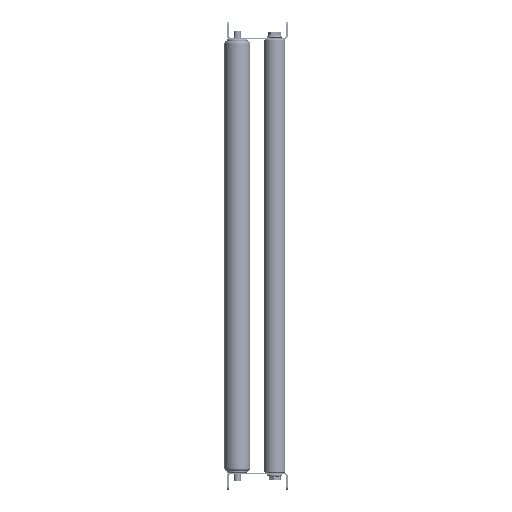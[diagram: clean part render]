
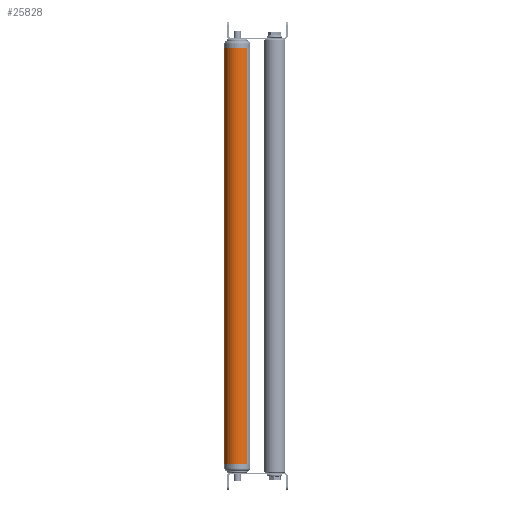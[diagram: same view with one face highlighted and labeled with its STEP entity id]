
A CAD part, left-side view. The second image highlights one B-rep face of the part: STEP entity #25828.
In plain terms, the highlighted cylindrical face has radius 15 mm (diameter 30 mm), a partial arc.
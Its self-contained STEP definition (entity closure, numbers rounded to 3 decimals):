
#156 = DIRECTION ( 'NONE',  ( 0., 0., -1. ) ) ;
#781 = DIRECTION ( 'NONE',  ( -1., 0., 0. ) ) ;
#1063 = LINE ( 'NONE', #21760, #19892 ) ;
#2490 = ORIENTED_EDGE ( 'NONE', *, *, #7929, .T. ) ;
#2558 = CIRCLE ( 'NONE', #12061, 15. ) ;
#2681 = EDGE_LOOP ( 'NONE', ( #19190, #25640, #2490, #19660 ) ) ;
#3533 = DIRECTION ( 'NONE',  ( 1., 0., 0. ) ) ;
#4162 = CARTESIAN_POINT ( 'NONE',  ( 0., 0., -15. ) ) ;
#4953 = VERTEX_POINT ( 'NONE', #20175 ) ;
#5694 = VECTOR ( 'NONE', #8187, 1000. ) ;
#7929 = EDGE_CURVE ( 'NONE', #22756, #4953, #1063, .T. ) ;
#8187 = DIRECTION ( 'NONE',  ( -1., 0., 0. ) ) ;
#8265 = DIRECTION ( 'NONE',  ( 1., 0., 0. ) ) ;
#10669 = EDGE_CURVE ( 'NONE', #18290, #16085, #16061, .T. ) ;
#11837 = EDGE_CURVE ( 'NONE', #22756, #18290, #2558, .T. ) ;
#12061 = AXIS2_PLACEMENT_3D ( 'NONE', #20738, #8265, #18719 ) ;
#12218 = CIRCLE ( 'NONE', #18266, 15. ) ;
#13812 = CARTESIAN_POINT ( 'NONE',  ( 0., 0., 0. ) ) ;
#14774 = EDGE_CURVE ( 'NONE', #4953, #16085, #12218, .T. ) ;
#16061 = LINE ( 'NONE', #24326, #5694 ) ;
#16085 = VERTEX_POINT ( 'NONE', #4162 ) ;
#16707 = CARTESIAN_POINT ( 'NONE',  ( 480., 0., 0. ) ) ;
#18266 = AXIS2_PLACEMENT_3D ( 'NONE', #13812, #3533, #156 ) ;
#18290 = VERTEX_POINT ( 'NONE', #25062 ) ;
#18719 = DIRECTION ( 'NONE',  ( 0., 0., -1. ) ) ;
#18769 = CYLINDRICAL_SURFACE ( 'NONE', #21733, 15. ) ;
#19190 = ORIENTED_EDGE ( 'NONE', *, *, #10669, .F. ) ;
#19660 = ORIENTED_EDGE ( 'NONE', *, *, #14774, .T. ) ;
#19892 = VECTOR ( 'NONE', #781, 1000. ) ;
#20175 = CARTESIAN_POINT ( 'NONE',  ( 0., 0., 15. ) ) ;
#20738 = CARTESIAN_POINT ( 'NONE',  ( 480., 0., 0. ) ) ;
#20786 = FACE_OUTER_BOUND ( 'NONE', #2681, .T. ) ;
#21733 = AXIS2_PLACEMENT_3D ( 'NONE', #16707, #22944, #24985 ) ;
#21760 = CARTESIAN_POINT ( 'NONE',  ( 480., 0., 15. ) ) ;
#22756 = VERTEX_POINT ( 'NONE', #24917 ) ;
#22944 = DIRECTION ( 'NONE',  ( -1., 0., 0. ) ) ;
#24326 = CARTESIAN_POINT ( 'NONE',  ( 480., 0., -15. ) ) ;
#24917 = CARTESIAN_POINT ( 'NONE',  ( 480., 0., 15. ) ) ;
#24985 = DIRECTION ( 'NONE',  ( 0., 0., 1. ) ) ;
#25062 = CARTESIAN_POINT ( 'NONE',  ( 480., 0., -15. ) ) ;
#25640 = ORIENTED_EDGE ( 'NONE', *, *, #11837, .F. ) ;
#25828 = ADVANCED_FACE ( 'NONE', ( #20786 ), #18769, .T. ) ;
